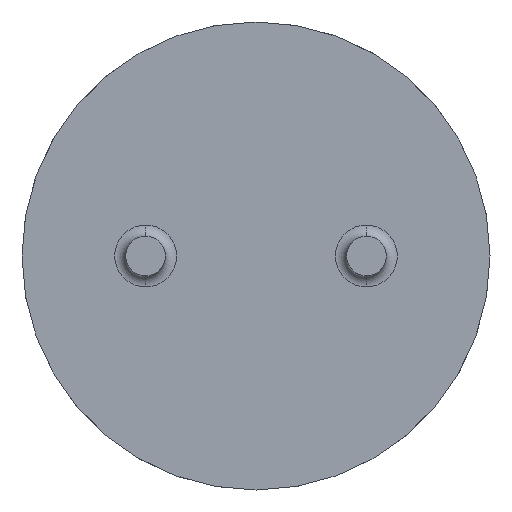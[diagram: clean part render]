
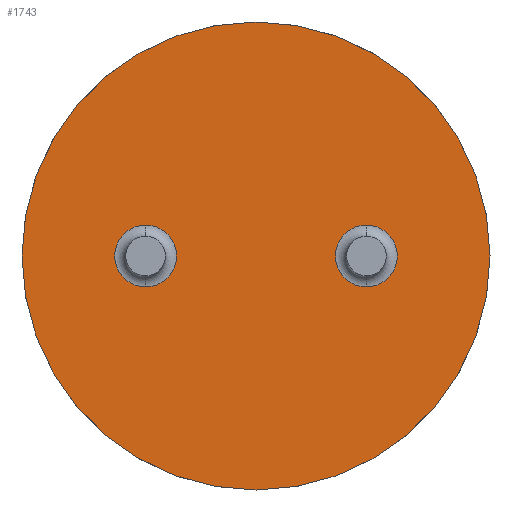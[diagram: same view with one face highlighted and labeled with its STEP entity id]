
A CAD part, front view. The second image highlights one B-rep face of the part: STEP entity #1743.
In plain terms, the highlighted planar face has unit normal (0, -1, 0).
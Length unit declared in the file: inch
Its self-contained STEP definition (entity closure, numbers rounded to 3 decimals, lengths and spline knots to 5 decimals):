
#86 = DIRECTION ( 'NONE',  ( 0., 1., 0. ) ) ;
#188 = AXIS2_PLACEMENT_3D ( 'NONE', #1062, #653, #1361 ) ;
#214 = DIRECTION ( 'NONE',  ( 0., 0., 1. ) ) ;
#238 = CARTESIAN_POINT ( 'NONE',  ( 0.05, 0., 0. ) ) ;
#244 = ORIENTED_EDGE ( 'NONE', *, *, #958, .F. ) ;
#250 = CARTESIAN_POINT ( 'NONE',  ( -0.05, 0., 0. ) ) ;
#261 = ORIENTED_EDGE ( 'NONE', *, *, #1718, .T. ) ;
#421 = AXIS2_PLACEMENT_3D ( 'NONE', #823, #1672, #1400 ) ;
#444 = DIRECTION ( 'NONE',  ( 0., 1., 0. ) ) ;
#451 = AXIS2_PLACEMENT_3D ( 'NONE', #1021, #444, #855 ) ;
#489 = DIRECTION ( 'NONE',  ( 0., 0., 1. ) ) ;
#513 = AXIS2_PLACEMENT_3D ( 'NONE', #978, #665, #965 ) ;
#531 = EDGE_CURVE ( 'NONE', #614, #599, #1298, .T. ) ;
#559 = CIRCLE ( 'NONE', #1626, 0.014 ) ;
#566 = CARTESIAN_POINT ( 'NONE',  ( -0.05, 0., -0.014 ) ) ;
#599 = VERTEX_POINT ( 'NONE', #566 ) ;
#614 = VERTEX_POINT ( 'NONE', #1830 ) ;
#653 = DIRECTION ( 'NONE',  ( 0., 1., 0. ) ) ;
#665 = DIRECTION ( 'NONE',  ( 0., 1., 0. ) ) ;
#682 = VERTEX_POINT ( 'NONE', #1854 ) ;
#705 = AXIS2_PLACEMENT_3D ( 'NONE', #250, #1820, #1118 ) ;
#820 = CIRCLE ( 'NONE', #188, 0.106 ) ;
#823 = CARTESIAN_POINT ( 'NONE',  ( 0.05, 0., 0. ) ) ;
#844 = CARTESIAN_POINT ( 'NONE',  ( 0., 0., 0.106 ) ) ;
#855 = DIRECTION ( 'NONE',  ( 0., 0., 1. ) ) ;
#860 = FACE_OUTER_BOUND ( 'NONE', #1615, .T. ) ;
#905 = DIRECTION ( 'NONE',  ( 0., 1., 0. ) ) ;
#918 = CARTESIAN_POINT ( 'NONE',  ( 0.05, 0., -0.014 ) ) ;
#957 = VERTEX_POINT ( 'NONE', #918 ) ;
#958 = EDGE_CURVE ( 'NONE', #1825, #1708, #820, .T. ) ;
#965 = DIRECTION ( 'NONE',  ( 0., 0., 1. ) ) ;
#978 = CARTESIAN_POINT ( 'NONE',  ( 0., 0., 0. ) ) ;
#1019 = CIRCLE ( 'NONE', #421, 0.014 ) ;
#1021 = CARTESIAN_POINT ( 'NONE',  ( 0., 0., 0. ) ) ;
#1037 = CARTESIAN_POINT ( 'NONE',  ( -0.05, 0., 0. ) ) ;
#1062 = CARTESIAN_POINT ( 'NONE',  ( 0., 0., 0. ) ) ;
#1089 = PLANE ( 'NONE',  #513 ) ;
#1118 = DIRECTION ( 'NONE',  ( 0., 0., 1. ) ) ;
#1222 = FACE_BOUND ( 'NONE', #1828, .T. ) ;
#1246 = FACE_BOUND ( 'NONE', #1448, .T. ) ;
#1298 = CIRCLE ( 'NONE', #705, 0.014 ) ;
#1361 = DIRECTION ( 'NONE',  ( 0., 0., 1. ) ) ;
#1362 = EDGE_CURVE ( 'NONE', #1708, #1825, #1451, .T. ) ;
#1373 = CARTESIAN_POINT ( 'NONE',  ( 0., 0., -0.106 ) ) ;
#1398 = EDGE_CURVE ( 'NONE', #599, #614, #559, .T. ) ;
#1400 = DIRECTION ( 'NONE',  ( 0., 0., 1. ) ) ;
#1402 = ORIENTED_EDGE ( 'NONE', *, *, #1715, .T. ) ;
#1448 = EDGE_LOOP ( 'NONE', ( #261, #1402 ) ) ;
#1451 = CIRCLE ( 'NONE', #451, 0.106 ) ;
#1615 = EDGE_LOOP ( 'NONE', ( #1689, #244 ) ) ;
#1626 = AXIS2_PLACEMENT_3D ( 'NONE', #1037, #905, #489 ) ;
#1672 = DIRECTION ( 'NONE',  ( 0., 1., 0. ) ) ;
#1689 = ORIENTED_EDGE ( 'NONE', *, *, #1362, .F. ) ;
#1708 = VERTEX_POINT ( 'NONE', #1373 ) ;
#1715 = EDGE_CURVE ( 'NONE', #957, #682, #1851, .T. ) ;
#1718 = EDGE_CURVE ( 'NONE', #682, #957, #1019, .T. ) ;
#1727 = ORIENTED_EDGE ( 'NONE', *, *, #531, .T. ) ;
#1743 = ADVANCED_FACE ( 'NONE', ( #1246, #1222, #860 ), #1089, .F. ) ;
#1797 = ORIENTED_EDGE ( 'NONE', *, *, #1398, .T. ) ;
#1817 = AXIS2_PLACEMENT_3D ( 'NONE', #238, #86, #214 ) ;
#1820 = DIRECTION ( 'NONE',  ( 0., 1., 0. ) ) ;
#1825 = VERTEX_POINT ( 'NONE', #844 ) ;
#1828 = EDGE_LOOP ( 'NONE', ( #1727, #1797 ) ) ;
#1830 = CARTESIAN_POINT ( 'NONE',  ( -0.05, 0., 0.014 ) ) ;
#1851 = CIRCLE ( 'NONE', #1817, 0.014 ) ;
#1854 = CARTESIAN_POINT ( 'NONE',  ( 0.05, 0., 0.014 ) ) ;
